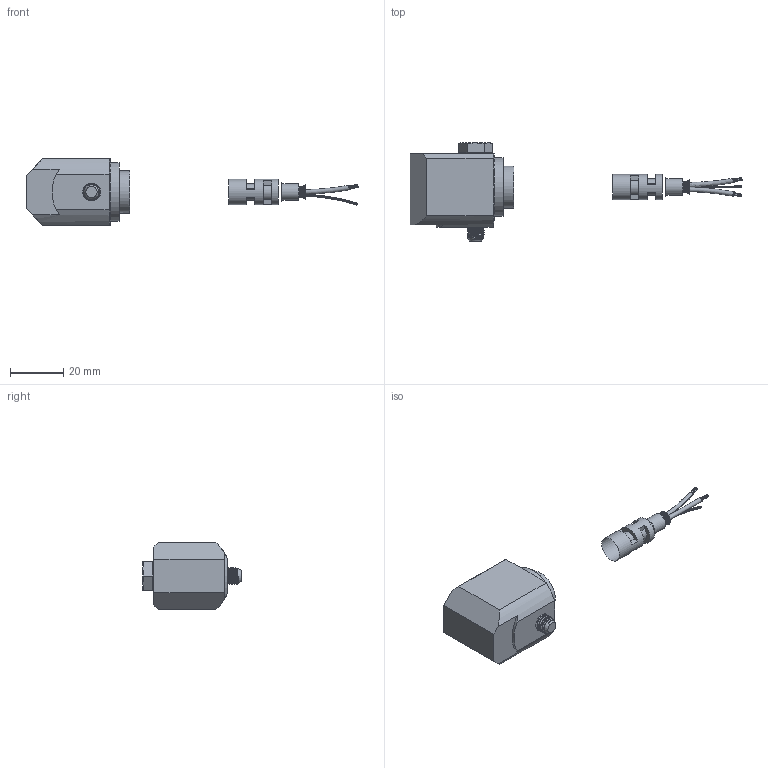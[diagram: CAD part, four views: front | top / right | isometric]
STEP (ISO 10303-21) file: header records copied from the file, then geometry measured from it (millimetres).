
FILE_DESCRIPTION(/* description */ (''),/* implementation_level */ '2;1');
FILE_NAME(/* name */ 'MASTER_STANDARD_SIDE_EXIT_INTEGRAL_LSZH.stp',/* time_stamp */ '2026-03-24T08:39:21-04:00',/* author */ ('cthayer'),/* organization */ (''),/* preprocessor_version */ 'ST-DEVELOPER v20',/* originating_system */ 'Autodesk Inventor 2025',/* authorisation */ '');
FILE_SCHEMA (('AUTOMOTIVE_DESIGN { 1 0 10303 214 3 1 1 }'));
Products named in the file (1): AC104-2C
Bounding box: 124.84 x 37.16 x 25.15 mm (x, y, z)
Volume: 28687.2 mm3; surface area: 8798.9 mm2
Topology: 1 solids, 1 shells, 736 faces, 2442 edges, 1478 vertices
Faces by surface type: bspline 387, plane 253, cylinder 83, cone 10, torus 3
Full cylindrical faces by diameter (mm): 0.127 x19, 0.203 x38, 3.353 x1, 3.988 x1, 4.115 x1, 4.142 x1, 4.267 x1, 4.953 x1, 5.359 x1, 6.223 x1, 6.756 x1, 9.525 x2, 15.875 x1, 22.047 x1
Entity records: 56164 total; most frequent: CARTESIAN_POINT 36843, ORIENTED_EDGE 4888, DIRECTION 2877, EDGE_CURVE 2444, VERTEX_POINT 1478, AXIS2_PLACEMENT_3D 1363, B_SPLINE_CURVE_WITH_KNOTS 1269, CIRCLE 1007
